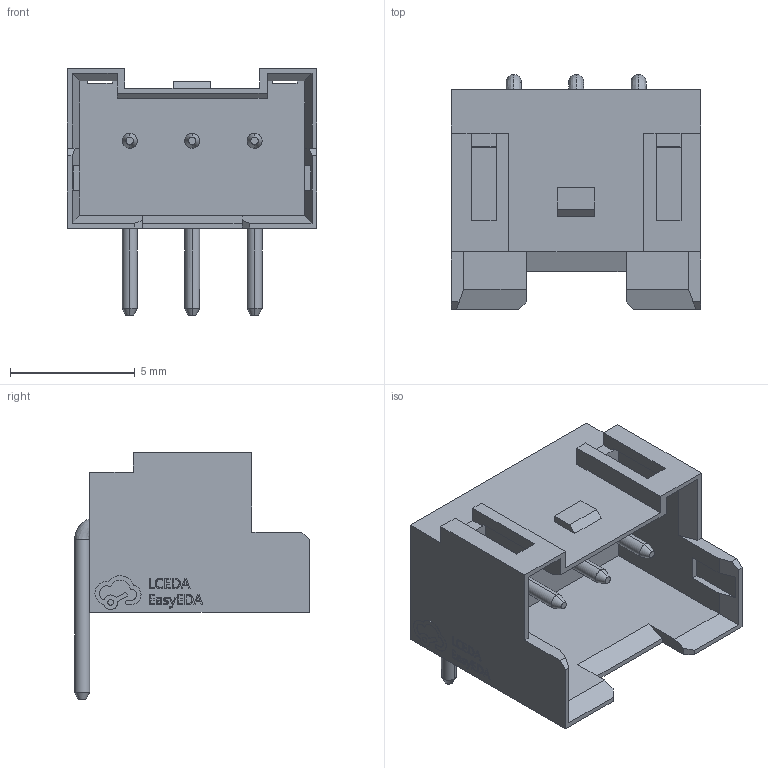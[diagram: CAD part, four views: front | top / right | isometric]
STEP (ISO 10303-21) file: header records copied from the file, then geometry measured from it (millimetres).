
FILE_DESCRIPTION(('Open CASCADE Model'),'2;1');
FILE_NAME('Open CASCADE Shape Model','2026-02-21T18:16:00',('Author'),( 'Open CASCADE'),'Open CASCADE STEP processor 7.8','Open CASCADE 7.8' ,'Unknown');
FILE_SCHEMA(('AUTOMOTIVE_DESIGN { 1 0 10303 214 1 1 1 1 }'));
Length unit declared in the file: millimetre
Products named in the file (1): COMPOUND
Bounding box: 10.01 x 9.4 x 9.9 mm (x, y, z)
Volume: 194.9 mm3; surface area: 619.6 mm2
Topology: 4 solids, 4 shells, 365 faces, 995 edges, 654 vertices
Faces by surface type: bspline 365
Entity records: 13914 total; most frequent: CARTESIAN_POINT 5241, ORIENTED_EDGE 1990, EDGE_CURVE 995, B_SPLINE_CURVE_WITH_KNOTS 953, VERTEX_POINT 654, FACE_BOUND 385, EDGE_LOOP 385, PRESENTATION_STYLE_ASSIGNMENT 369
